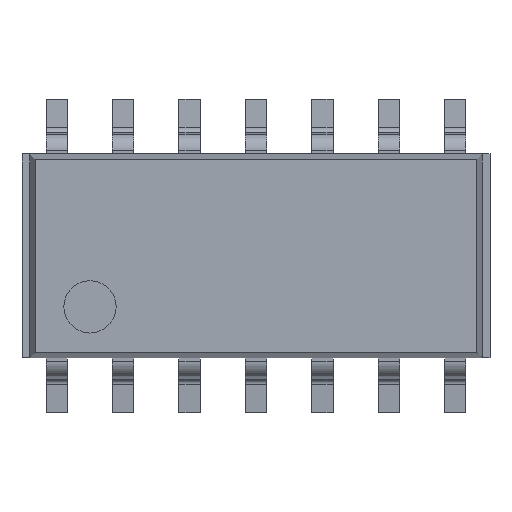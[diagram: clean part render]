
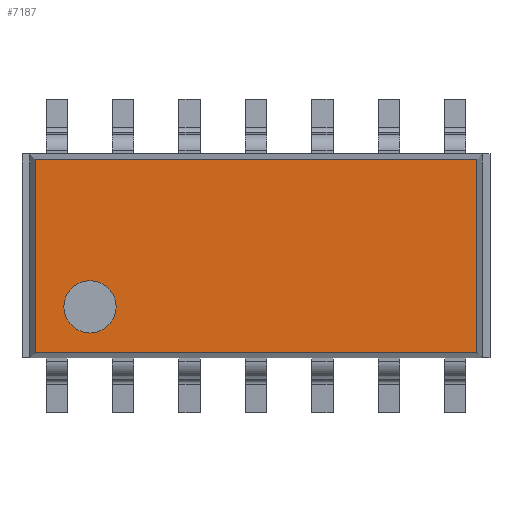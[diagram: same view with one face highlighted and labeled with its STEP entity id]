
A CAD part, top view. The second image highlights one B-rep face of the part: STEP entity #7187.
In plain terms, the highlighted planar face has unit normal (0, 0, 1).
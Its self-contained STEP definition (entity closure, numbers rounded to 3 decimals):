
#39 = EDGE_LOOP ( 'NONE', ( #188, #6745, #673, #4894 ) ) ;
#186 = VECTOR ( 'NONE', #4640, 1000. ) ;
#188 = ORIENTED_EDGE ( 'NONE', *, *, #7130, .T. ) ;
#213 = VERTEX_POINT ( 'NONE', #5390 ) ;
#538 = DIRECTION ( 'NONE',  ( 1., 0., 0. ) ) ;
#640 = VERTEX_POINT ( 'NONE', #6377 ) ;
#673 = ORIENTED_EDGE ( 'NONE', *, *, #7663, .T. ) ;
#840 = LINE ( 'NONE', #1078, #8330 ) ;
#1078 = CARTESIAN_POINT ( 'NONE',  ( -4.325, 1.846, 1.56 ) ) ;
#1290 = PLANE ( 'NONE',  #5656 ) ;
#1435 = EDGE_CURVE ( 'NONE', #4418, #3654, #7356, .T. ) ;
#1454 = EDGE_CURVE ( 'NONE', #640, #5232, #6480, .T. ) ;
#1654 = LINE ( 'NONE', #9266, #3372 ) ;
#2290 = CARTESIAN_POINT ( 'NONE',  ( -4.221, -1.95, 1.56 ) ) ;
#2579 = EDGE_CURVE ( 'NONE', #5232, #640, #6104, .T. ) ;
#2731 = ORIENTED_EDGE ( 'NONE', *, *, #2579, .F. ) ;
#2960 = DIRECTION ( 'NONE',  ( 0., 0., 1. ) ) ;
#3372 = VECTOR ( 'NONE', #538, 1000. ) ;
#3469 = EDGE_CURVE ( 'NONE', #4643, #213, #5780, .T. ) ;
#3617 = DIRECTION ( 'NONE',  ( 0., 0., 1. ) ) ;
#3654 = VERTEX_POINT ( 'NONE', #6029 ) ;
#3710 = AXIS2_PLACEMENT_3D ( 'NONE', #7942, #3617, #8680 ) ;
#3923 = CARTESIAN_POINT ( 'NONE',  ( 4.221, 1.95, 1.56 ) ) ;
#4228 = DIRECTION ( 'NONE',  ( 0., 0., 1. ) ) ;
#4418 = VERTEX_POINT ( 'NONE', #8678 ) ;
#4640 = DIRECTION ( 'NONE',  ( 0., 1., 0. ) ) ;
#4643 = VERTEX_POINT ( 'NONE', #7473 ) ;
#4894 = ORIENTED_EDGE ( 'NONE', *, *, #1435, .T. ) ;
#5073 = FACE_OUTER_BOUND ( 'NONE', #39, .T. ) ;
#5232 = VERTEX_POINT ( 'NONE', #5545 ) ;
#5390 = CARTESIAN_POINT ( 'NONE',  ( 4.221, 1.846, 1.56 ) ) ;
#5545 = CARTESIAN_POINT ( 'NONE',  ( -3.675, -0.975, 1.56 ) ) ;
#5656 = AXIS2_PLACEMENT_3D ( 'NONE', #6425, #4228, #9323 ) ;
#5780 = LINE ( 'NONE', #3923, #186 ) ;
#6029 = CARTESIAN_POINT ( 'NONE',  ( -4.221, -1.846, 1.56 ) ) ;
#6104 = CIRCLE ( 'NONE', #3710, 0.5 ) ;
#6377 = CARTESIAN_POINT ( 'NONE',  ( -2.675, -0.975, 1.56 ) ) ;
#6425 = CARTESIAN_POINT ( 'NONE',  ( 0., 0., 1.56 ) ) ;
#6480 = CIRCLE ( 'NONE', #7095, 0.5 ) ;
#6683 = DIRECTION ( 'NONE',  ( 0., -1., 0. ) ) ;
#6745 = ORIENTED_EDGE ( 'NONE', *, *, #3469, .T. ) ;
#6868 = EDGE_LOOP ( 'NONE', ( #7592, #2731 ) ) ;
#7095 = AXIS2_PLACEMENT_3D ( 'NONE', #8029, #2960, #7319 ) ;
#7130 = EDGE_CURVE ( 'NONE', #3654, #4643, #1654, .T. ) ;
#7187 = ADVANCED_FACE ( 'NONE', ( #8932, #5073 ), #1290, .T. ) ;
#7319 = DIRECTION ( 'NONE',  ( 1., 0., 0. ) ) ;
#7356 = LINE ( 'NONE', #2290, #9072 ) ;
#7473 = CARTESIAN_POINT ( 'NONE',  ( 4.221, -1.846, 1.56 ) ) ;
#7592 = ORIENTED_EDGE ( 'NONE', *, *, #1454, .F. ) ;
#7629 = DIRECTION ( 'NONE',  ( -1., 0., 0. ) ) ;
#7663 = EDGE_CURVE ( 'NONE', #213, #4418, #840, .T. ) ;
#7942 = CARTESIAN_POINT ( 'NONE',  ( -3.175, -0.975, 1.56 ) ) ;
#8029 = CARTESIAN_POINT ( 'NONE',  ( -3.175, -0.975, 1.56 ) ) ;
#8330 = VECTOR ( 'NONE', #7629, 1000. ) ;
#8678 = CARTESIAN_POINT ( 'NONE',  ( -4.221, 1.846, 1.56 ) ) ;
#8680 = DIRECTION ( 'NONE',  ( 1., 0., 0. ) ) ;
#8932 = FACE_BOUND ( 'NONE', #6868, .T. ) ;
#9072 = VECTOR ( 'NONE', #6683, 1000. ) ;
#9266 = CARTESIAN_POINT ( 'NONE',  ( 4.325, -1.846, 1.56 ) ) ;
#9323 = DIRECTION ( 'NONE',  ( 1., 0., 0. ) ) ;
